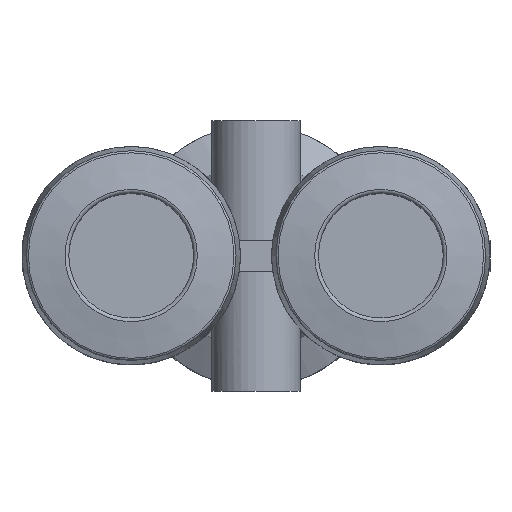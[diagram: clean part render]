
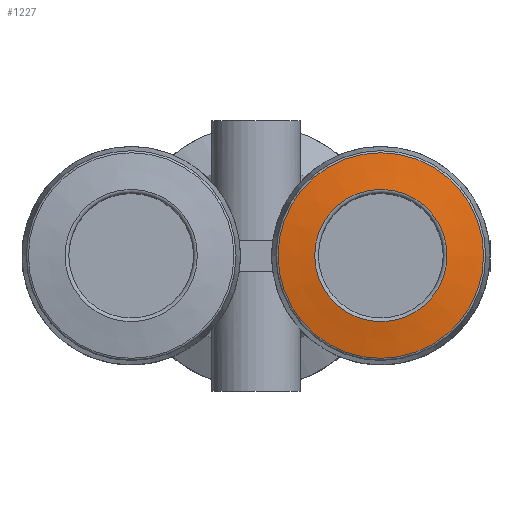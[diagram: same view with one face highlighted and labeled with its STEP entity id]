
A CAD part, top view. The second image highlights one B-rep face of the part: STEP entity #1227.
In plain terms, the highlighted conical face has half-angle 80 degrees and reference radius 8.235 mm.
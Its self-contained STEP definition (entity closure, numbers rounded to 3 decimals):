
#46=CONICAL_SURFACE('',#1398,8.235,1.396);
#360=ORIENTED_EDGE('',*,*,#586,.F.);
#361=ORIENTED_EDGE('',*,*,#585,.T.);
#585=EDGE_CURVE('',#715,#715,#812,.T.);
#586=EDGE_CURVE('',#716,#716,#813,.T.);
#715=VERTEX_POINT('',#2262);
#716=VERTEX_POINT('',#2265);
#812=CIRCLE('',#1397,8.235);
#813=CIRCLE('',#1399,5.3);
#933=EDGE_LOOP('',(#360));
#934=EDGE_LOOP('',(#361));
#1083=FACE_BOUND('',#933,.T.);
#1084=FACE_BOUND('',#934,.T.);
#1227=ADVANCED_FACE('',(#1083,#1084),#46,.T.);
#1397=AXIS2_PLACEMENT_3D('',#2261,#1719,#1720);
#1398=AXIS2_PLACEMENT_3D('',#2263,#1721,#1722);
#1399=AXIS2_PLACEMENT_3D('',#2264,#1723,#1724);
#1719=DIRECTION('',(0.,0.,1.));
#1720=DIRECTION('',(1.,0.,0.));
#1721=DIRECTION('',(0.,0.,-1.));
#1722=DIRECTION('',(-1.,0.,0.));
#1723=DIRECTION('',(0.,0.,1.));
#1724=DIRECTION('',(1.,0.,0.));
#2261=CARTESIAN_POINT('',(10.,0.,21.683));
#2262=CARTESIAN_POINT('',(18.235,0.,21.683));
#2263=CARTESIAN_POINT('',(10.,0.,21.683));
#2264=CARTESIAN_POINT('',(10.,0.,22.2));
#2265=CARTESIAN_POINT('',(15.3,0.,22.2));
